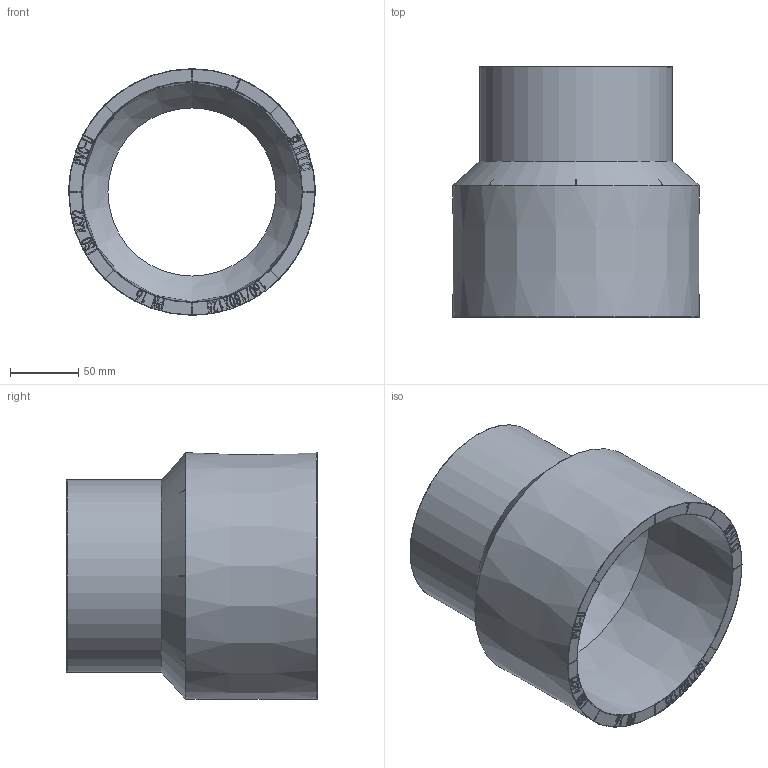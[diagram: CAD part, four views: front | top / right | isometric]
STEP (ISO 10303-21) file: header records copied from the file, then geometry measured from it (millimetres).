
FILE_DESCRIPTION(/* description */ (''),/* implementation_level */ '2;1');
FILE_NAME(/* name */ 'Z1Q160125.stp',/* time_stamp */ '2025-01-03T15:03:24+08:00',/* author */ (''),/* organization */ (''),/* preprocessor_version */ 'ST-DEVELOPER v16',/* originating_system */ 'SIEMENS PLM Software NX 10.0',/* authorisation */ '');
FILE_SCHEMA (('AUTOMOTIVE_DESIGN { 1 0 10303 214 3 1 1 1 }'));
Length unit declared in the file: millimetre
Products named in the file (1): gelv0A0470B4hka2
Bounding box: 180.14 x 183.5 x 180.14 mm (x, y, z)
Volume: 874264.9 mm3; surface area: 192630.9 mm2
Topology: 1 solids, 1 shells, 1524 faces, 4370 edges, 2866 vertices
Faces by surface type: plane 1382, sphere 64, cylinder 56, extrusion 13, cone 5, torus 4
Full cylindrical faces by diameter (mm): 3.2 x1, 4.8 x1, 122.8 x1, 140.5 x1
Entity records: 55091 total; most frequent: CARTESIAN_POINT 20654, ORIENTED_EDGE 8640, DIRECTION 4875, EDGE_CURVE 4320, VERTEX_POINT 2862, B_SPLINE_CURVE_WITH_KNOTS 2715, AXIS2_PLACEMENT_3D 1732, EDGE_LOOP 1590
